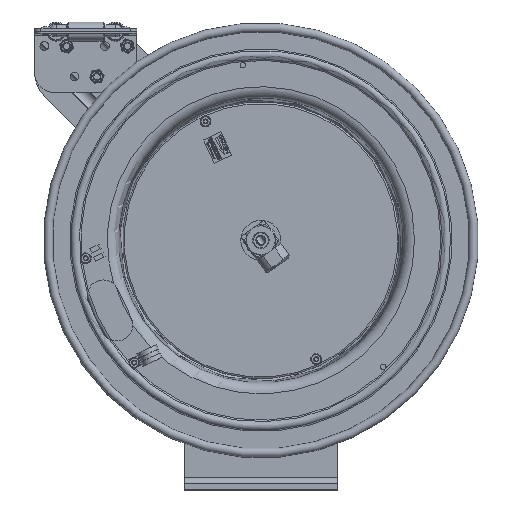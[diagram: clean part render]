
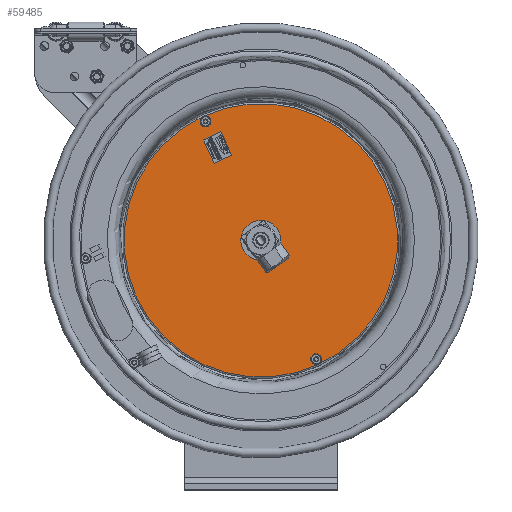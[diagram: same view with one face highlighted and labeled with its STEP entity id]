
A CAD part, top view. The second image highlights one B-rep face of the part: STEP entity #59485.
In plain terms, the highlighted planar face has unit normal (0, 0, 1).
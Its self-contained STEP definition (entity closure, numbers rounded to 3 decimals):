
#3902=FACE_BOUND('',#8199,.T.);
#3903=FACE_BOUND('',#8200,.T.);
#3904=FACE_BOUND('',#8201,.T.);
#5704=FACE_OUTER_BOUND('',#8198,.T.);
#8198=EDGE_LOOP('',(#51450,#51451));
#8199=EDGE_LOOP('',(#51452));
#8200=EDGE_LOOP('',(#51453));
#8201=EDGE_LOOP('',(#51454));
#10220=CIRCLE('',#63151,5.345);
#10221=CIRCLE('',#63152,5.345);
#10225=CIRCLE('',#63157,0.1);
#10226=CIRCLE('',#63158,0.1);
#10227=CIRCLE('',#63159,0.65);
#28275=VERTEX_POINT('',#102563);
#28276=VERTEX_POINT('',#102564);
#28279=VERTEX_POINT('',#102573);
#28280=VERTEX_POINT('',#102575);
#28281=VERTEX_POINT('',#102577);
#37836=EDGE_CURVE('',#28275,#28276,#10220,.T.);
#37837=EDGE_CURVE('',#28276,#28275,#10221,.T.);
#37841=EDGE_CURVE('',#28279,#28279,#10225,.T.);
#37842=EDGE_CURVE('',#28280,#28280,#10226,.T.);
#37843=EDGE_CURVE('',#28281,#28281,#10227,.T.);
#51450=ORIENTED_EDGE('',*,*,#37836,.T.);
#51451=ORIENTED_EDGE('',*,*,#37837,.T.);
#51452=ORIENTED_EDGE('',*,*,#37841,.T.);
#51453=ORIENTED_EDGE('',*,*,#37842,.T.);
#51454=ORIENTED_EDGE('',*,*,#37843,.T.);
#55314=PLANE('',#63156);
#59485=ADVANCED_FACE('',(#5704,#3902,#3903,#3904),#55314,.T.);
#63151=AXIS2_PLACEMENT_3D('',#102565,#74086,#74087);
#63152=AXIS2_PLACEMENT_3D('',#102566,#74088,#74089);
#63156=AXIS2_PLACEMENT_3D('',#102572,#74096,#74097);
#63157=AXIS2_PLACEMENT_3D('',#102574,#74098,#74099);
#63158=AXIS2_PLACEMENT_3D('',#102576,#74100,#74101);
#63159=AXIS2_PLACEMENT_3D('',#102578,#74102,#74103);
#74086=DIRECTION('center_axis',(0.,0.,
1.));
#74087=DIRECTION('ref_axis',(0.907,0.422,0.));
#74088=DIRECTION('center_axis',(0.,0.,
1.));
#74089=DIRECTION('ref_axis',(0.907,0.422,0.));
#74096=DIRECTION('center_axis',(0.,0.,
1.));
#74097=DIRECTION('ref_axis',(0.422,-0.907,0.));
#74098=DIRECTION('center_axis',(0.,0.,
-1.));
#74099=DIRECTION('ref_axis',(0.907,0.422,0.));
#74100=DIRECTION('center_axis',(0.,0.,
-1.));
#74101=DIRECTION('ref_axis',(0.907,0.422,0.));
#74102=DIRECTION('center_axis',(0.,0.,
-1.));
#74103=DIRECTION('ref_axis',(-0.907,-0.422,0.));
#102563=CARTESIAN_POINT('',(4.815,2.711,2.752));
#102564=CARTESIAN_POINT('',(-2.286,5.302,2.752));
#102565=CARTESIAN_POINT('Origin',(-0.031,0.456,
2.752));
#102566=CARTESIAN_POINT('Origin',(-0.031,0.456,
2.752));
#102572=CARTESIAN_POINT('Origin',(2.392,1.584,2.752));
#102573=CARTESIAN_POINT('',(2.222,-4.148,2.752));
#102574=CARTESIAN_POINT('Origin',(2.132,-4.191,2.752));
#102575=CARTESIAN_POINT('',(-2.102,5.145,2.752));
#102576=CARTESIAN_POINT('Origin',(-2.193,5.103,2.752));
#102577=CARTESIAN_POINT('',(0.559,0.73,2.752));
#102578=CARTESIAN_POINT('Origin',(-0.031,0.456,
2.752));
